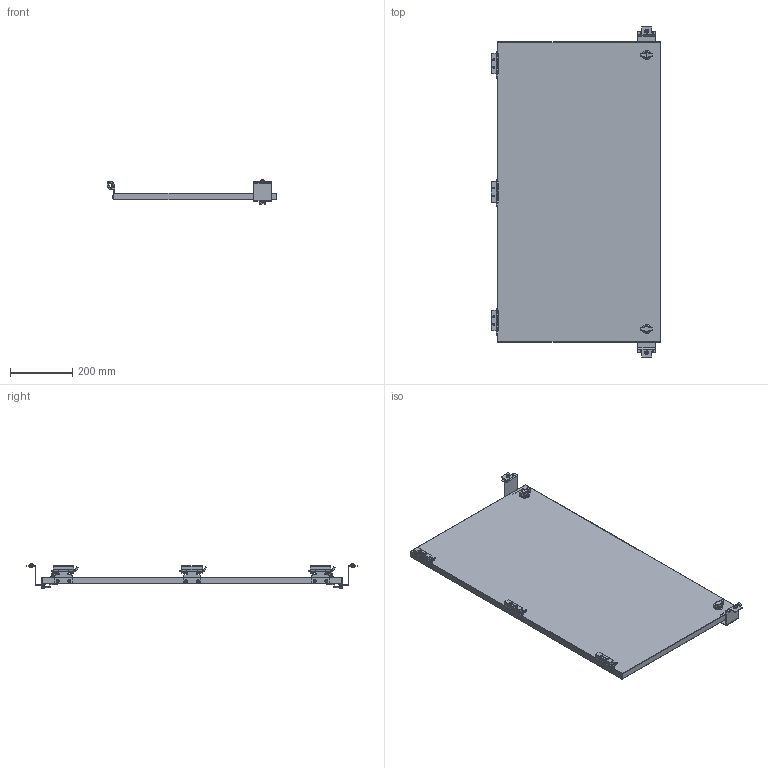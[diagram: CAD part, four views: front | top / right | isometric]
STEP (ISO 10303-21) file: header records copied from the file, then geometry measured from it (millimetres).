
FILE_DESCRIPTION (( 'STEP AP214' ), '1' );
FILE_NAME ('SCE-DF42EL24LP.STEP', '2022-07-25T20:38:52', ( '' ), ( '' ), 'SwSTEP 2.0', 'SolidWorks 2022', '' );
FILE_SCHEMA (( 'AUTOMOTIVE_DESIGN' ));
Length unit declared in the file: inch
Products named in the file (1): SCE-DF42EL24LP
Bounding box: 545.93 x 1062.67 x 79.21 mm (x, y, z)
Volume: 984333.6 mm3; surface area: 1237660.8 mm2
Topology: 44 solids, 44 shells, 1575 faces, 3987 edges, 2420 vertices
Faces by surface type: plane 700, cylinder 485, bspline 196, cone 127, torus 57, sphere 10
Entity records: 53732 total; most frequent: CARTESIAN_POINT 16709, ORIENTED_EDGE 7710, DIRECTION 7348, EDGE_CURVE 3855, AXIS2_PLACEMENT_3D 2666, VERTEX_POINT 2420, VECTOR 2016, LINE 2016
